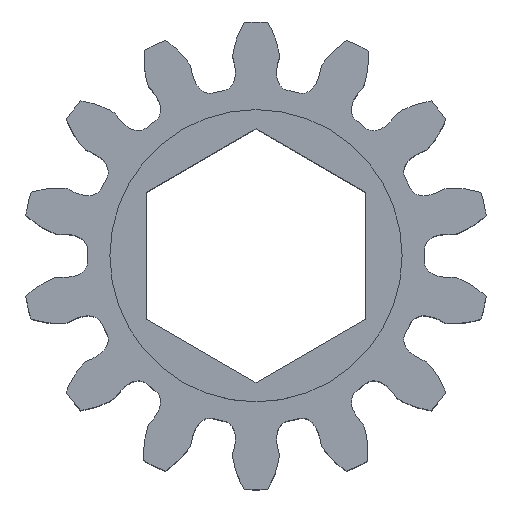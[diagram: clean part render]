
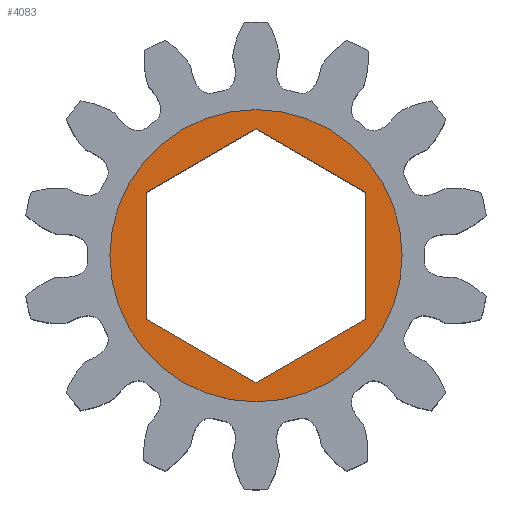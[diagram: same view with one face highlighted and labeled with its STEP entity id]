
A CAD part, top view. The second image highlights one B-rep face of the part: STEP entity #4083.
In plain terms, the highlighted planar face has unit normal (0, 0, 1).
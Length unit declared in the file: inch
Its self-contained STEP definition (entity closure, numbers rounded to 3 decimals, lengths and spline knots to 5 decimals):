
#25 = EDGE_CURVE ( 'NONE', #2661, #2522, #2953, .T. ) ;
#193 = CARTESIAN_POINT ( 'NONE',  ( 0.188, 0.10854, 0.25 ) ) ;
#280 = CARTESIAN_POINT ( 'NONE',  ( 0.188, -0.10854, 0.25 ) ) ;
#385 = LINE ( 'NONE', #4857, #3338 ) ;
#434 = EDGE_CURVE ( 'NONE', #1620, #2085, #2593, .T. ) ;
#493 = EDGE_LOOP ( 'NONE', ( #675, #4319, #3628, #3323, #3538, #957 ) ) ;
#675 = ORIENTED_EDGE ( 'NONE', *, *, #1312, .F. ) ;
#902 = PLANE ( 'NONE',  #3541 ) ;
#957 = ORIENTED_EDGE ( 'NONE', *, *, #3271, .F. ) ;
#1097 = LINE ( 'NONE', #3944, #4027 ) ;
#1297 = FACE_OUTER_BOUND ( 'NONE', #2046, .T. ) ;
#1312 = EDGE_CURVE ( 'NONE', #2846, #1885, #2778, .T. ) ;
#1615 = CARTESIAN_POINT ( 'NONE',  ( 0., 0.21708, 0.25 ) ) ;
#1620 = VERTEX_POINT ( 'NONE', #3112 ) ;
#1688 = CARTESIAN_POINT ( 'NONE',  ( 0., 0., 0.25 ) ) ;
#1753 = VECTOR ( 'NONE', #2732, 39.37008 ) ;
#1812 = DIRECTION ( 'NONE',  ( 0.866, -0.5, 0. ) ) ;
#1885 = VERTEX_POINT ( 'NONE', #1615 ) ;
#1978 = CARTESIAN_POINT ( 'NONE',  ( -0.188, 0.10854, 0.25 ) ) ;
#1996 = EDGE_CURVE ( 'NONE', #2292, #1620, #1097, .T. ) ;
#2046 = EDGE_LOOP ( 'NONE', ( #3917, #3317 ) ) ;
#2078 = DIRECTION ( 'NONE',  ( 1., 0., 0. ) ) ;
#2085 = VERTEX_POINT ( 'NONE', #4722 ) ;
#2206 = CARTESIAN_POINT ( 'NONE',  ( -0.188, -0.10854, 0.25 ) ) ;
#2208 = CARTESIAN_POINT ( 'NONE',  ( 0.25, 0., 0.25 ) ) ;
#2292 = VERTEX_POINT ( 'NONE', #1978 ) ;
#2358 = CARTESIAN_POINT ( 'NONE',  ( 0.188, -0.10854, 0.25 ) ) ;
#2436 = DIRECTION ( 'NONE',  ( 0., 0., 1. ) ) ;
#2443 = DIRECTION ( 'NONE',  ( 0., 0., 1. ) ) ;
#2522 = VERTEX_POINT ( 'NONE', #2208 ) ;
#2593 = LINE ( 'NONE', #2206, #4514 ) ;
#2597 = EDGE_CURVE ( 'NONE', #4896, #2846, #4575, .T. ) ;
#2661 = VERTEX_POINT ( 'NONE', #3955 ) ;
#2732 = DIRECTION ( 'NONE',  ( -0.866, 0.5, 0. ) ) ;
#2768 = CARTESIAN_POINT ( 'NONE',  ( 0., 0., 0.25 ) ) ;
#2778 = LINE ( 'NONE', #3863, #1753 ) ;
#2815 = CARTESIAN_POINT ( 'NONE',  ( 0., 0., 0.25 ) ) ;
#2846 = VERTEX_POINT ( 'NONE', #193 ) ;
#2953 = CIRCLE ( 'NONE', #4428, 0.25 ) ;
#2961 = DIRECTION ( 'NONE',  ( 0.866, 0.5, 0. ) ) ;
#3112 = CARTESIAN_POINT ( 'NONE',  ( -0.188, -0.10854, 0.25 ) ) ;
#3166 = DIRECTION ( 'NONE',  ( 0., -1., 0. ) ) ;
#3219 = FACE_BOUND ( 'NONE', #493, .T. ) ;
#3271 = EDGE_CURVE ( 'NONE', #1885, #2292, #3847, .T. ) ;
#3317 = ORIENTED_EDGE ( 'NONE', *, *, #4196, .T. ) ;
#3323 = ORIENTED_EDGE ( 'NONE', *, *, #434, .F. ) ;
#3338 = VECTOR ( 'NONE', #2961, 39.37008 ) ;
#3538 = ORIENTED_EDGE ( 'NONE', *, *, #1996, .F. ) ;
#3541 = AXIS2_PLACEMENT_3D ( 'NONE', #2815, #2436, #3580 ) ;
#3571 = DIRECTION ( 'NONE',  ( -0.866, -0.5, 0. ) ) ;
#3580 = DIRECTION ( 'NONE',  ( 1., 0., 0. ) ) ;
#3628 = ORIENTED_EDGE ( 'NONE', *, *, #3874, .F. ) ;
#3729 = VECTOR ( 'NONE', #3571, 39.37008 ) ;
#3791 = AXIS2_PLACEMENT_3D ( 'NONE', #1688, #4368, #2078 ) ;
#3847 = LINE ( 'NONE', #3952, #3729 ) ;
#3863 = CARTESIAN_POINT ( 'NONE',  ( 0.188, 0.10854, 0.25 ) ) ;
#3874 = EDGE_CURVE ( 'NONE', #2085, #4896, #385, .T. ) ;
#3917 = ORIENTED_EDGE ( 'NONE', *, *, #25, .T. ) ;
#3937 = DIRECTION ( 'NONE',  ( 0., 1., 0. ) ) ;
#3944 = CARTESIAN_POINT ( 'NONE',  ( -0.188, 0.10854, 0.25 ) ) ;
#3952 = CARTESIAN_POINT ( 'NONE',  ( 0., 0.21708, 0.25 ) ) ;
#3955 = CARTESIAN_POINT ( 'NONE',  ( -0.25, 0., 0.25 ) ) ;
#4027 = VECTOR ( 'NONE', #3166, 39.37008 ) ;
#4083 = ADVANCED_FACE ( 'NONE', ( #3219, #1297 ), #902, .T. ) ;
#4196 = EDGE_CURVE ( 'NONE', #2522, #2661, #4227, .T. ) ;
#4227 = CIRCLE ( 'NONE', #3791, 0.25 ) ;
#4319 = ORIENTED_EDGE ( 'NONE', *, *, #2597, .F. ) ;
#4368 = DIRECTION ( 'NONE',  ( 0., 0., 1. ) ) ;
#4428 = AXIS2_PLACEMENT_3D ( 'NONE', #2768, #2443, #4728 ) ;
#4514 = VECTOR ( 'NONE', #1812, 39.37008 ) ;
#4575 = LINE ( 'NONE', #280, #4698 ) ;
#4698 = VECTOR ( 'NONE', #3937, 39.37008 ) ;
#4722 = CARTESIAN_POINT ( 'NONE',  ( 0., -0.21708, 0.25 ) ) ;
#4728 = DIRECTION ( 'NONE',  ( 1., 0., 0. ) ) ;
#4857 = CARTESIAN_POINT ( 'NONE',  ( 0., -0.21708, 0.25 ) ) ;
#4896 = VERTEX_POINT ( 'NONE', #2358 ) ;
